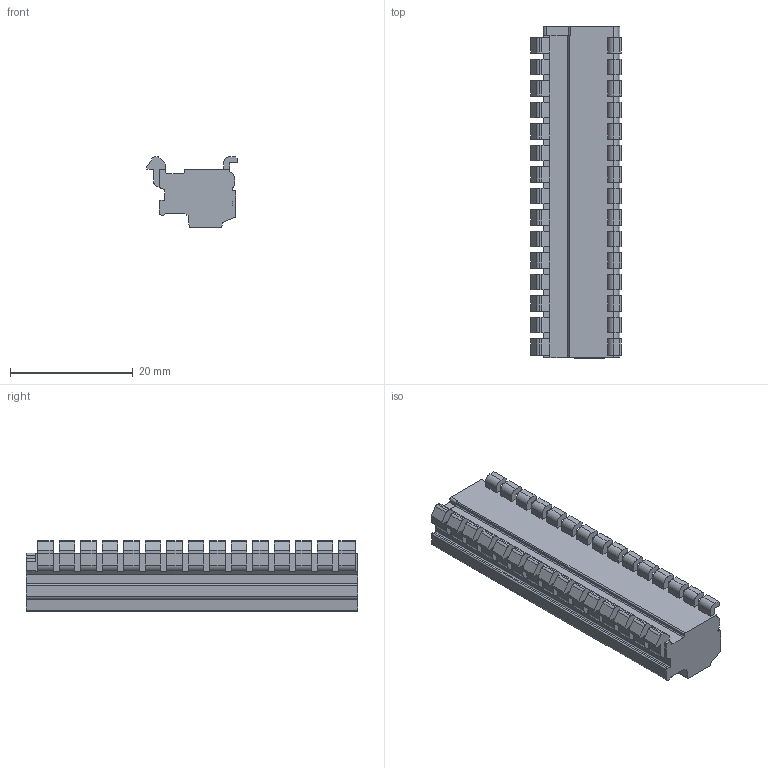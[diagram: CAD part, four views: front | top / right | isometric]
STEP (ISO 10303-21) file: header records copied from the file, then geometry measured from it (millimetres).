
FILE_DESCRIPTION((''),'2;1');
FILE_NAME('0001','2024-10-14T15:40:14',('tluser'),(''),'CREO PARAMETRIC BY PTC INC, 2018100','CREO PARAMETRIC BY PTC INC, 2018100','');
FILE_SCHEMA(('CONFIG_CONTROL_DESIGN'));
Length unit declared in the file: millimetre
Products named in the file (1): 0001
Bounding box: 14.7 x 54 x 11.5 mm (x, y, z)
Volume: 5614 mm3; surface area: 3543 mm2
Topology: 1 solids, 1 shells, 668 faces, 1850 edges, 1229 vertices
Faces by surface type: plane 453, cylinder 185, cone 30
Entity records: 22671 total; most frequent: CARTESIAN_POINT 5257, ORIENTED_EDGE 3700, DIRECTION 3522, EDGE_CURVE 1850, VECTOR 1388, LINE 1388, VERTEX_POINT 1229, AXIS2_PLACEMENT_3D 1067
